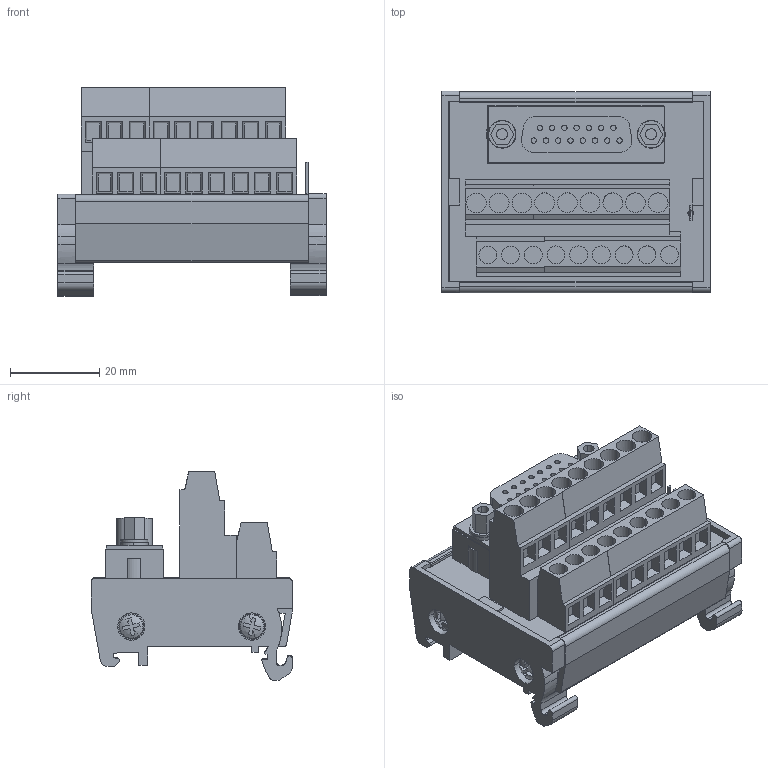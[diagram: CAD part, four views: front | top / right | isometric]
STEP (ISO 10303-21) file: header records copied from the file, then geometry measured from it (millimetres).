
FILE_DESCRIPTION(('CATIA V5R22 STEP214','CAx-IF Rec.Pracs.--- Model Styling and Organization---1.4--- 2014-01-23'),'2;1');
FILE_NAME ('031938-3_0_8209730000_3D_8209730000.stp','2023-09-26T12:56:03+00:00',('none'),('Weidmueller'),'CATIA Version 5-6 Release 2016 SP3 HF44','CATIA V5 STEP AP214','none');
FILE_SCHEMA(('AUTOMOTIVE_DESIGN { 1 0 10303 214 1 1 1 1 }'));
Length unit declared in the file: millimetre
Products named in the file (1): 3D_8209730000
Bounding box: 60 x 45.15 x 46.6 mm (x, y, z)
Volume: 39328.1 mm3; surface area: 29789.8 mm2
Topology: 1 solids, 6 shells, 1096 faces, 2840 edges, 1879 vertices
Faces by surface type: plane 685, cylinder 395, torus 8, sphere 8
Entity records: 37074 total; most frequent: CARTESIAN_POINT 9736, ORIENTED_EDGE 5680, DIRECTION 4652, EDGE_CURVE 2840, VERTEX_POINT 1879, VECTOR 1854, LINE 1854, AXIS2_PLACEMENT_3D 1703
